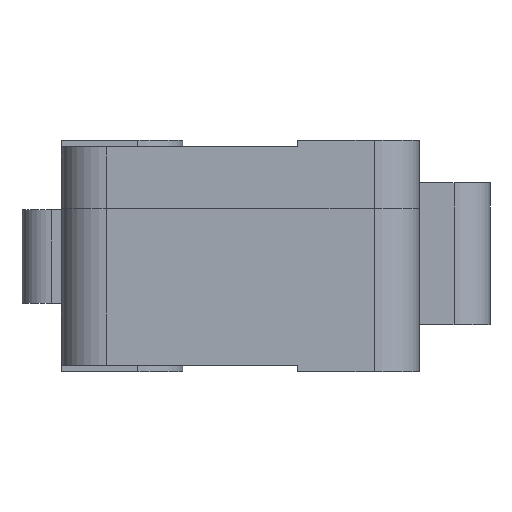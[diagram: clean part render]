
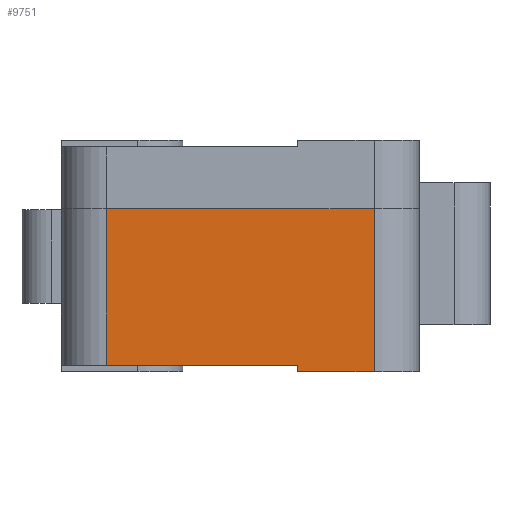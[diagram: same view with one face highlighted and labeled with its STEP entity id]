
A CAD part, left-side view. The second image highlights one B-rep face of the part: STEP entity #9751.
In plain terms, the highlighted planar face has unit normal (-1, 0, 0).
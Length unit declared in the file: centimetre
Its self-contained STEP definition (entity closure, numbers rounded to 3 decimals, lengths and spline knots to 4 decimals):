
#1027=FACE_OUTER_BOUND('',#1596,.T.);
#1596=EDGE_LOOP('',(#8856,#8857,#8858,#8859,#8860,#8861));
#2401=LINE('',#15936,#3461);
#2695=LINE('',#17737,#3755);
#2699=LINE('',#17747,#3759);
#2703=LINE('',#17758,#3763);
#2706=LINE('',#17764,#3766);
#2720=LINE('',#17797,#3780);
#3461=VECTOR('',#11408,1.);
#3755=VECTOR('',#12068,1.);
#3759=VECTOR('',#12076,1.);
#3763=VECTOR('',#12090,1.);
#3766=VECTOR('',#12099,1.);
#3780=VECTOR('',#12141,1.);
#4507=VERTEX_POINT('',#15924);
#4510=VERTEX_POINT('',#15935);
#4689=VERTEX_POINT('',#17733);
#4690=VERTEX_POINT('',#17735);
#4694=VERTEX_POINT('',#17746);
#4696=VERTEX_POINT('',#17756);
#5677=EDGE_CURVE('',#4510,#4507,#2401,.T.);
#6065=EDGE_CURVE('',#4689,#4690,#2695,.T.);
#6070=EDGE_CURVE('',#4694,#4689,#2699,.T.);
#6076=EDGE_CURVE('',#4696,#4690,#2703,.T.);
#6079=EDGE_CURVE('',#4694,#4507,#2706,.T.);
#6095=EDGE_CURVE('',#4696,#4510,#2720,.T.);
#8856=ORIENTED_EDGE('',*,*,#5677,.T.);
#8857=ORIENTED_EDGE('',*,*,#6079,.F.);
#8858=ORIENTED_EDGE('',*,*,#6070,.T.);
#8859=ORIENTED_EDGE('',*,*,#6065,.T.);
#8860=ORIENTED_EDGE('',*,*,#6076,.F.);
#8861=ORIENTED_EDGE('',*,*,#6095,.T.);
#9234=PLANE('',#10205);
#9751=ADVANCED_FACE('',(#1027),#9234,.T.);
#10205=AXIS2_PLACEMENT_3D('',#17796,#12139,#12140);
#11408=DIRECTION('',(0.,1.,0.));
#12068=DIRECTION('',(0.,0.,-1.));
#12076=DIRECTION('',(0.,-1.,0.));
#12090=DIRECTION('',(0.,1.,0.));
#12099=DIRECTION('',(0.,0.,1.));
#12139=DIRECTION('center_axis',(-1.,0.,0.));
#12140=DIRECTION('ref_axis',(0.,0.,1.));
#12141=DIRECTION('',(0.,0.,1.));
#15924=CARTESIAN_POINT('',(-2.89,0.6425,0.725));
#15935=CARTESIAN_POINT('',(-2.89,-0.5475,0.725));
#15936=CARTESIAN_POINT('',(-2.89,0.1476,0.725));
#17733=CARTESIAN_POINT('',(-2.89,-0.2075,0.03));
#17735=CARTESIAN_POINT('',(-2.89,-0.2075,0.));
#17737=CARTESIAN_POINT('',(-2.89,-0.2075,0.));
#17746=CARTESIAN_POINT('',(-2.89,0.6425,0.03));
#17747=CARTESIAN_POINT('',(-2.89,-0.2457,0.03));
#17756=CARTESIAN_POINT('',(-2.89,-0.5475,0.));
#17758=CARTESIAN_POINT('',(-2.89,-0.5475,0.));
#17764=CARTESIAN_POINT('',(-2.89,0.6425,0.));
#17796=CARTESIAN_POINT('Origin',(-2.89,-0.5475,0.));
#17797=CARTESIAN_POINT('',(-2.89,-0.5475,0.));
